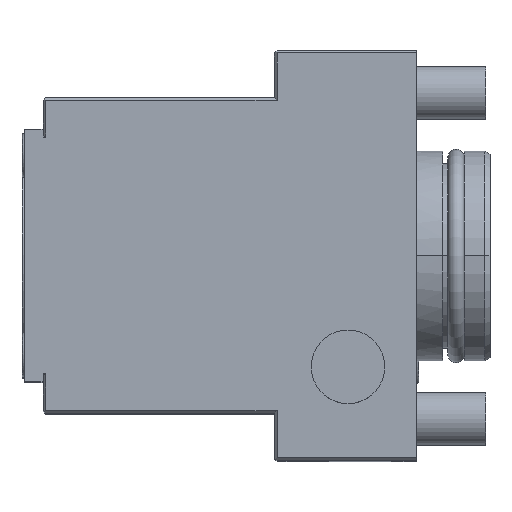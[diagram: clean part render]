
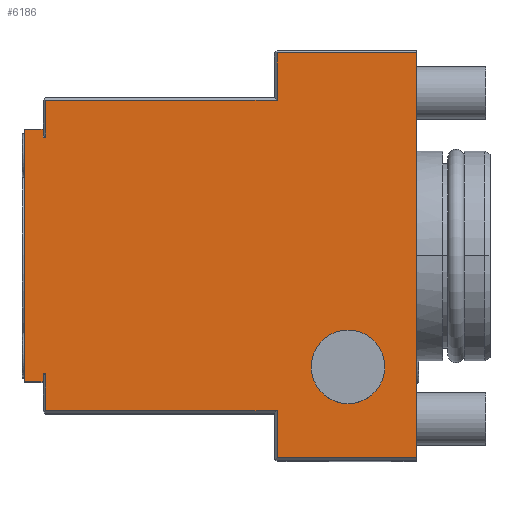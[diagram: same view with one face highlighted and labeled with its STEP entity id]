
A CAD part, top view. The second image highlights one B-rep face of the part: STEP entity #6186.
In plain terms, the highlighted planar face has unit normal (0, 0, 1).
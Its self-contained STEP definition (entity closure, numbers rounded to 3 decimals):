
#177=DIRECTION('',(0.,1.,0.));
#178=VECTOR('',#177,77.);
#179=CARTESIAN_POINT('',(0.,-38.5,67.));
#180=LINE('',#179,#178);
#549=DIRECTION('',(1.,0.,0.));
#550=VECTOR('',#549,3.5);
#551=CARTESIAN_POINT('',(-74.5,-24.,67.));
#552=LINE('',#551,#550);
#569=DIRECTION('',(0.,-1.,0.));
#570=VECTOR('',#569,48.);
#571=CARTESIAN_POINT('',(-74.5,24.,67.));
#572=LINE('',#571,#570);
#827=DIRECTION('',(0.,1.,0.));
#828=VECTOR('',#827,7.);
#829=CARTESIAN_POINT('',(-70.5,-29.5,67.));
#830=LINE('',#829,#828);
#831=DIRECTION('',(0.,-1.,0.));
#832=VECTOR('',#831,1.5);
#833=CARTESIAN_POINT('',(-71.,-22.5,67.));
#834=LINE('',#833,#832);
#835=DIRECTION('',(1.,0.,0.));
#836=VECTOR('',#835,3.5);
#837=CARTESIAN_POINT('',(-74.5,24.,67.));
#838=LINE('',#837,#836);
#839=DIRECTION('',(0.,-1.,0.));
#840=VECTOR('',#839,1.5);
#841=CARTESIAN_POINT('',(-71.,24.,67.));
#842=LINE('',#841,#840);
#843=DIRECTION('',(1.,0.,0.));
#844=VECTOR('',#843,0.5);
#845=CARTESIAN_POINT('',(-71.,22.5,67.));
#846=LINE('',#845,#844);
#847=DIRECTION('',(0.,1.,0.));
#848=VECTOR('',#847,7.);
#849=CARTESIAN_POINT('',(-70.5,22.5,67.));
#850=LINE('',#849,#848);
#851=DIRECTION('',(-1.,0.,0.));
#852=VECTOR('',#851,44.);
#853=CARTESIAN_POINT('',(-26.5,29.5,67.));
#854=LINE('',#853,#852);
#855=DIRECTION('',(0.,-1.,0.));
#856=VECTOR('',#855,9.);
#857=CARTESIAN_POINT('',(-26.5,38.5,67.));
#858=LINE('',#857,#856);
#859=DIRECTION('',(1.,0.,0.));
#860=VECTOR('',#859,26.5);
#861=CARTESIAN_POINT('',(-26.5,38.5,67.));
#862=LINE('',#861,#860);
#863=DIRECTION('',(1.,0.,0.));
#864=VECTOR('',#863,26.5);
#865=CARTESIAN_POINT('',(-26.5,-38.5,67.));
#866=LINE('',#865,#864);
#867=DIRECTION('',(0.,-1.,0.));
#868=VECTOR('',#867,9.);
#869=CARTESIAN_POINT('',(-26.5,-29.5,67.));
#870=LINE('',#869,#868);
#871=DIRECTION('',(1.,0.,0.));
#872=VECTOR('',#871,44.);
#873=CARTESIAN_POINT('',(-70.5,-29.5,67.));
#874=LINE('',#873,#872);
#2443=DIRECTION('',(1.,0.,0.));
#2444=VECTOR('',#2443,0.5);
#2445=CARTESIAN_POINT('',(-71.,-22.5,67.));
#2446=LINE('',#2445,#2444);
#3287=CARTESIAN_POINT('',(-13.,-21.2,67.));
#3288=DIRECTION('',(0.,0.,-1.));
#3289=DIRECTION('',(-1.,0.,0.));
#3290=AXIS2_PLACEMENT_3D('',#3287,#3288,#3289);
#3292=CARTESIAN_POINT('',(-13.,-21.2,67.));
#3293=DIRECTION('',(0.,0.,-1.));
#3294=DIRECTION('',(1.,0.,0.));
#3295=AXIS2_PLACEMENT_3D('',#3292,#3293,#3294);
#4495=CARTESIAN_POINT('',(0.,-38.5,67.));
#4497=VERTEX_POINT('',#4495);
#4501=CARTESIAN_POINT('',(-26.5,-38.5,67.));
#4502=VERTEX_POINT('',#4501);
#4509=CARTESIAN_POINT('',(-26.5,-29.5,67.));
#4510=VERTEX_POINT('',#4509);
#4515=CARTESIAN_POINT('',(-70.5,-29.5,67.));
#4516=VERTEX_POINT('',#4515);
#4560=CARTESIAN_POINT('',(0.,38.5,67.));
#4562=VERTEX_POINT('',#4560);
#4563=CARTESIAN_POINT('',(-26.5,38.5,67.));
#4564=VERTEX_POINT('',#4563);
#4575=CARTESIAN_POINT('',(-26.5,29.5,67.));
#4576=VERTEX_POINT('',#4575);
#4577=CARTESIAN_POINT('',(-70.5,29.5,67.));
#4578=VERTEX_POINT('',#4577);
#4747=CARTESIAN_POINT('',(-20.,-21.2,67.));
#4748=CARTESIAN_POINT('',(-6.,-21.2,67.));
#4749=VERTEX_POINT('',#4747);
#4750=VERTEX_POINT('',#4748);
#4847=CARTESIAN_POINT('',(-74.5,-24.,67.));
#4849=VERTEX_POINT('',#4847);
#4853=CARTESIAN_POINT('',(-74.5,24.,67.));
#4854=VERTEX_POINT('',#4853);
#4855=CARTESIAN_POINT('',(-71.,24.,67.));
#4856=CARTESIAN_POINT('',(-71.,22.5,67.));
#4857=VERTEX_POINT('',#4855);
#4858=VERTEX_POINT('',#4856);
#4859=CARTESIAN_POINT('',(-71.,-24.,67.));
#4860=VERTEX_POINT('',#4859);
#4861=CARTESIAN_POINT('',(-71.,-22.5,67.));
#4862=VERTEX_POINT('',#4861);
#4923=CARTESIAN_POINT('',(-70.5,22.5,67.));
#4924=VERTEX_POINT('',#4923);
#4925=CARTESIAN_POINT('',(-70.5,-22.5,67.));
#4926=VERTEX_POINT('',#4925);
#6148=CARTESIAN_POINT('',(0.,-39.,67.));
#6149=DIRECTION('',(0.,0.,1.));
#6150=DIRECTION('',(0.,1.,0.));
#6151=AXIS2_PLACEMENT_3D('',#6148,#6149,#6150);
#6152=PLANE('',#6151);
#6154=ORIENTED_EDGE('',*,*,#6153,.T.);
#6156=ORIENTED_EDGE('',*,*,#6155,.F.);
#6158=ORIENTED_EDGE('',*,*,#6157,.T.);
#6159=ORIENTED_EDGE('',*,*,#5878,.F.);
#6160=ORIENTED_EDGE('',*,*,#5894,.F.);
#6161=ORIENTED_EDGE('',*,*,#5937,.T.);
#6162=ORIENTED_EDGE('',*,*,#5954,.T.);
#6164=ORIENTED_EDGE('',*,*,#6163,.T.);
#6165=ORIENTED_EDGE('',*,*,#6005,.T.);
#6166=ORIENTED_EDGE('',*,*,#6138,.F.);
#6168=ORIENTED_EDGE('',*,*,#6167,.F.);
#6170=ORIENTED_EDGE('',*,*,#6169,.T.);
#6171=ORIENTED_EDGE('',*,*,#5459,.F.);
#6173=ORIENTED_EDGE('',*,*,#6172,.F.);
#6175=ORIENTED_EDGE('',*,*,#6174,.F.);
#6177=ORIENTED_EDGE('',*,*,#6176,.F.);
#6178=EDGE_LOOP('',(#6154,#6156,#6158,#6159,#6160,#6161,#6162,#6164,#6165,#6166,
#6168,#6170,#6171,#6173,#6175,#6177));
#6179=FACE_OUTER_BOUND('',#6178,.F.);
#6181=ORIENTED_EDGE('',*,*,#6180,.F.);
#6183=ORIENTED_EDGE('',*,*,#6182,.F.);
#6184=EDGE_LOOP('',(#6181,#6183));
#6185=FACE_BOUND('',#6184,.F.);
#6186=ADVANCED_FACE('',(#6179,#6185),#6152,.T.);
#3291=CIRCLE('',#3290,7.);
#3296=CIRCLE('',#3295,7.);
#5459=EDGE_CURVE('',#4497,#4562,#180,.T.);
#5878=EDGE_CURVE('',#4849,#4860,#552,.T.);
#5894=EDGE_CURVE('',#4854,#4849,#572,.T.);
#5937=EDGE_CURVE('',#4854,#4857,#838,.T.);
#5954=EDGE_CURVE('',#4857,#4858,#842,.T.);
#6005=EDGE_CURVE('',#4924,#4578,#850,.T.);
#6138=EDGE_CURVE('',#4576,#4578,#854,.T.);
#6153=EDGE_CURVE('',#4516,#4926,#830,.T.);
#6155=EDGE_CURVE('',#4862,#4926,#2446,.T.);
#6157=EDGE_CURVE('',#4862,#4860,#834,.T.);
#6163=EDGE_CURVE('',#4858,#4924,#846,.T.);
#6167=EDGE_CURVE('',#4564,#4576,#858,.T.);
#6169=EDGE_CURVE('',#4564,#4562,#862,.T.);
#6172=EDGE_CURVE('',#4502,#4497,#866,.T.);
#6174=EDGE_CURVE('',#4510,#4502,#870,.T.);
#6176=EDGE_CURVE('',#4516,#4510,#874,.T.);
#6180=EDGE_CURVE('',#4749,#4750,#3291,.T.);
#6182=EDGE_CURVE('',#4750,#4749,#3296,.T.);
